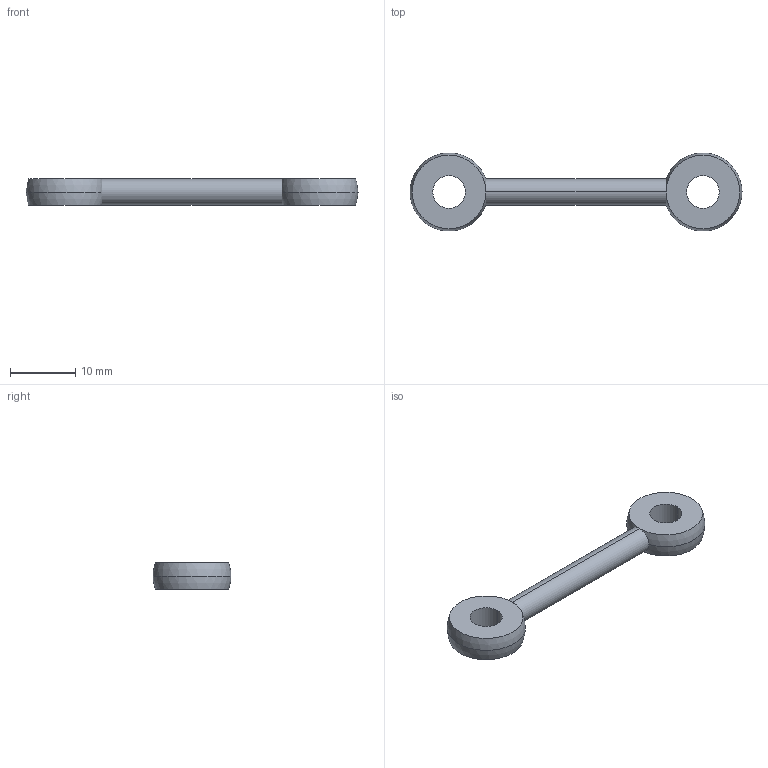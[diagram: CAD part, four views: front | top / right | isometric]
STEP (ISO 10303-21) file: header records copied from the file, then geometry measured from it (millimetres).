
FILE_DESCRIPTION (( 'STEP AP203' ), '1' );
FILE_NAME ('Arm for servo (y-Direction)_Varsayilan_sldprt.STEP', '2023-08-21T18:00:32', ( '' ), ( '' ), 'SwSTEP 2.0', 'SolidWorks 2023', '' );
FILE_SCHEMA (( 'CONFIG_CONTROL_DESIGN' ));
Length unit declared in the file: millimetre
Products named in the file (1): Arm for servo (y-Direction)_Varsayilan_sldprt
Bounding box: 51 x 11.96 x 4 mm (x, y, z)
Volume: 1057.8 mm3; surface area: 1072.9 mm2
Topology: 1 solids, 1 shells, 14 faces, 34 edges, 22 vertices
Faces by surface type: cylinder 6, sphere 4, plane 4
Entity records: 515 total; most frequent: DIRECTION 92, CARTESIAN_POINT 71, ORIENTED_EDGE 68, AXIS2_PLACEMENT_3D 43, EDGE_CURVE 34, CIRCLE 28, VERTEX_POINT 22, EDGE_LOOP 18
